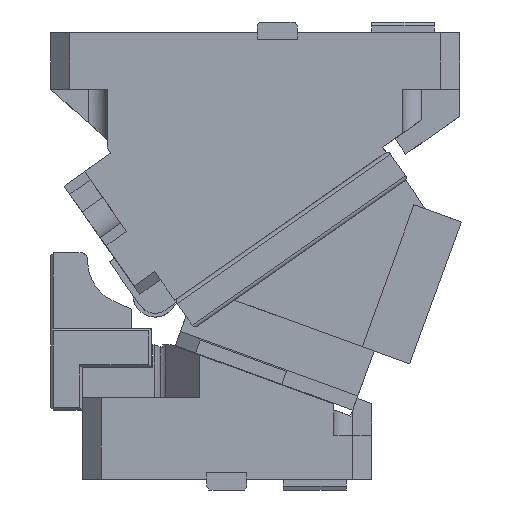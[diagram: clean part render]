
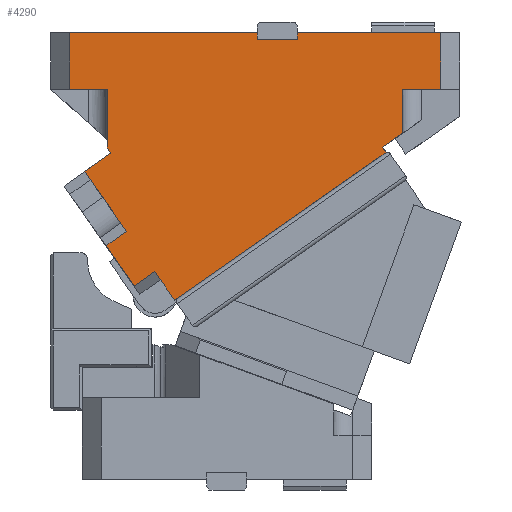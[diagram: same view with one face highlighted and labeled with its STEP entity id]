
A CAD part, front view. The second image highlights one B-rep face of the part: STEP entity #4290.
In plain terms, the highlighted planar face has unit normal (0, -1, 0).
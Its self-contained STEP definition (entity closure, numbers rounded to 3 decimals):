
#2412=CARTESIAN_POINT('Vertex',(255.,-60.,275.29)) ;
#2415=CARTESIAN_POINT('Line Origine',(246.865,-60.,269.594)) ;
#2419=CARTESIAN_POINT('Vertex',(238.729,-60.,263.897)) ;
#2506=CARTESIAN_POINT('Vertex',(241.597,-60.,259.801)) ;
#2509=CARTESIAN_POINT('Line Origine',(239.549,-60.,258.367)) ;
#2513=CARTESIAN_POINT('Vertex',(237.501,-60.,256.933)) ;
#2516=CARTESIAN_POINT('Line Origine',(155.586,-60.,199.576)) ;
#2520=CARTESIAN_POINT('Vertex',(73.671,-60.,142.218)) ;
#2553=CARTESIAN_POINT('Line Origine',(240.163,-60.,261.849)) ;
#2611=CARTESIAN_POINT('Vertex',(1.974,-60.,244.612)) ;
#2614=CARTESIAN_POINT('Line Origine',(12.421,-60.,251.927)) ;
#2618=CARTESIAN_POINT('Vertex',(22.868,-60.,259.242)) ;
#2768=CARTESIAN_POINT('Line Origine',(66.501,-60.,152.457)) ;
#2772=CARTESIAN_POINT('Vertex',(59.331,-60.,162.697)) ;
#2775=CARTESIAN_POINT('Line Origine',(58.471,-60.,163.925)) ;
#2779=CARTESIAN_POINT('Vertex',(57.611,-60.,165.154)) ;
#2930=CARTESIAN_POINT('Vertex',(41.228,-60.,153.682)) ;
#2933=CARTESIAN_POINT('Line Origine',(30.043,-60.,169.656)) ;
#2937=CARTESIAN_POINT('Vertex',(18.859,-60.,185.629)) ;
#3048=CARTESIAN_POINT('Line Origine',(49.42,-60.,159.418)) ;
#3959=CARTESIAN_POINT('Vertex',(285.,-60.,310.)) ;
#3962=CARTESIAN_POINT('Line Origine',(270.,-60.,310.)) ;
#3966=CARTESIAN_POINT('Vertex',(255.,-60.,310.)) ;
#4160=CARTESIAN_POINT('Line Origine',(255.,-60.,292.645)) ;
#4172=CARTESIAN_POINT('Axis2P3D Location',(211.915,-60.,294.001)) ;
#4177=CARTESIAN_POINT('Line Origine',(228.,-60.,355.)) ;
#4181=CARTESIAN_POINT('Vertex',(285.,-60.,355.)) ;
#4183=CARTESIAN_POINT('Vertex',(171.,-60.,355.)) ;
#4186=CARTESIAN_POINT('Line Origine',(171.,-60.,352.25)) ;
#4190=CARTESIAN_POINT('Vertex',(171.,-60.,349.5)) ;
#4193=CARTESIAN_POINT('Line Origine',(155.,-60.,349.5)) ;
#4197=CARTESIAN_POINT('Vertex',(139.,-60.,349.5)) ;
#4200=CARTESIAN_POINT('Line Origine',(139.,-60.,352.25)) ;
#4204=CARTESIAN_POINT('Vertex',(139.,-60.,355.)) ;
#4207=CARTESIAN_POINT('Line Origine',(64.5,-60.,355.)) ;
#4211=CARTESIAN_POINT('Vertex',(-10.,-60.,355.)) ;
#4214=CARTESIAN_POINT('Line Origine',(-10.,-60.,332.5)) ;
#4218=CARTESIAN_POINT('Vertex',(-10.,-60.,310.)) ;
#4221=CARTESIAN_POINT('Line Origine',(5.,-60.,310.)) ;
#4225=CARTESIAN_POINT('Vertex',(20.,-60.,310.)) ;
#4228=CARTESIAN_POINT('Line Origine',(20.,-60.,286.669)) ;
#4232=CARTESIAN_POINT('Vertex',(20.,-60.,263.338)) ;
#4235=CARTESIAN_POINT('Line Origine',(21.434,-60.,261.29)) ;
#4240=CARTESIAN_POINT('Line Origine',(16.313,-60.,224.133)) ;
#4244=CARTESIAN_POINT('Vertex',(30.653,-60.,203.654)) ;
#4247=CARTESIAN_POINT('Line Origine',(32.947,-60.,200.378)) ;
#4251=CARTESIAN_POINT('Vertex',(35.242,-60.,197.101)) ;
#4254=CARTESIAN_POINT('Line Origine',(27.05,-60.,191.365)) ;
#4259=CARTESIAN_POINT('Line Origine',(285.,-60.,332.5)) ;
#2416=DIRECTION('Vector Direction',(-0.819,0.,-0.574)) ;
#2510=DIRECTION('Vector Direction',(-0.819,0.,-0.574)) ;
#2517=DIRECTION('Vector Direction',(0.819,0.,0.574)) ;
#2554=DIRECTION('Vector Direction',(0.574,0.,-0.819)) ;
#2615=DIRECTION('Vector Direction',(-0.819,0.,-0.574)) ;
#2769=DIRECTION('Vector Direction',(-0.574,0.,0.819)) ;
#2776=DIRECTION('Vector Direction',(0.574,0.,-0.819)) ;
#2934=DIRECTION('Vector Direction',(0.574,0.,-0.819)) ;
#3049=DIRECTION('Vector Direction',(0.819,0.,0.574)) ;
#3963=DIRECTION('Vector Direction',(1.,0.,0.)) ;
#4161=DIRECTION('Vector Direction',(0.,0.,1.)) ;
#4173=DIRECTION('Axis2P3D Direction',(0.,-1.,0.)) ;
#4174=DIRECTION('Axis2P3D XDirection',(1.,0.,0.)) ;
#4178=DIRECTION('Vector Direction',(-1.,0.,0.)) ;
#4187=DIRECTION('Vector Direction',(0.,0.,-1.)) ;
#4194=DIRECTION('Vector Direction',(-1.,0.,0.)) ;
#4201=DIRECTION('Vector Direction',(0.,0.,1.)) ;
#4208=DIRECTION('Vector Direction',(-1.,0.,0.)) ;
#4215=DIRECTION('Vector Direction',(0.,0.,-1.)) ;
#4222=DIRECTION('Vector Direction',(-1.,0.,0.)) ;
#4229=DIRECTION('Vector Direction',(0.,0.,1.)) ;
#4236=DIRECTION('Vector Direction',(0.574,0.,-0.819)) ;
#4241=DIRECTION('Vector Direction',(-0.574,0.,0.819)) ;
#4248=DIRECTION('Vector Direction',(0.574,0.,-0.819)) ;
#4255=DIRECTION('Vector Direction',(-0.819,0.,-0.574)) ;
#4260=DIRECTION('Vector Direction',(0.,0.,1.)) ;
#4175=AXIS2_PLACEMENT_3D('Plane Axis2P3D',#4172,#4173,#4174) ;
#4265=ORIENTED_EDGE('',*,*,#4185,.T.) ;
#4266=ORIENTED_EDGE('',*,*,#4192,.T.) ;
#4267=ORIENTED_EDGE('',*,*,#4199,.T.) ;
#4268=ORIENTED_EDGE('',*,*,#4206,.T.) ;
#4269=ORIENTED_EDGE('',*,*,#4213,.T.) ;
#4270=ORIENTED_EDGE('',*,*,#4220,.F.) ;
#4271=ORIENTED_EDGE('',*,*,#4227,.F.) ;
#4272=ORIENTED_EDGE('',*,*,#4234,.F.) ;
#4273=ORIENTED_EDGE('',*,*,#4239,.F.) ;
#4274=ORIENTED_EDGE('',*,*,#2620,.F.) ;
#4275=ORIENTED_EDGE('',*,*,#4246,.F.) ;
#4276=ORIENTED_EDGE('',*,*,#4253,.T.) ;
#4277=ORIENTED_EDGE('',*,*,#4258,.F.) ;
#4278=ORIENTED_EDGE('',*,*,#2939,.T.) ;
#4279=ORIENTED_EDGE('',*,*,#3052,.F.) ;
#4280=ORIENTED_EDGE('',*,*,#2781,.T.) ;
#4281=ORIENTED_EDGE('',*,*,#2774,.F.) ;
#4282=ORIENTED_EDGE('',*,*,#2522,.T.) ;
#4283=ORIENTED_EDGE('',*,*,#2515,.F.) ;
#4284=ORIENTED_EDGE('',*,*,#2557,.F.) ;
#4285=ORIENTED_EDGE('',*,*,#2421,.F.) ;
#4286=ORIENTED_EDGE('',*,*,#4164,.T.) ;
#4287=ORIENTED_EDGE('',*,*,#3968,.T.) ;
#4288=ORIENTED_EDGE('',*,*,#4263,.T.) ;
#2417=VECTOR('Line Direction',#2416,1.) ;
#2511=VECTOR('Line Direction',#2510,1.) ;
#2518=VECTOR('Line Direction',#2517,1.) ;
#2555=VECTOR('Line Direction',#2554,1.) ;
#2616=VECTOR('Line Direction',#2615,1.) ;
#2770=VECTOR('Line Direction',#2769,1.) ;
#2777=VECTOR('Line Direction',#2776,1.) ;
#2935=VECTOR('Line Direction',#2934,1.) ;
#3050=VECTOR('Line Direction',#3049,1.) ;
#3964=VECTOR('Line Direction',#3963,1.) ;
#4162=VECTOR('Line Direction',#4161,1.) ;
#4179=VECTOR('Line Direction',#4178,1.) ;
#4188=VECTOR('Line Direction',#4187,1.) ;
#4195=VECTOR('Line Direction',#4194,1.) ;
#4202=VECTOR('Line Direction',#4201,1.) ;
#4209=VECTOR('Line Direction',#4208,1.) ;
#4216=VECTOR('Line Direction',#4215,1.) ;
#4223=VECTOR('Line Direction',#4222,1.) ;
#4230=VECTOR('Line Direction',#4229,1.) ;
#4237=VECTOR('Line Direction',#4236,1.) ;
#4242=VECTOR('Line Direction',#4241,1.) ;
#4249=VECTOR('Line Direction',#4248,1.) ;
#4256=VECTOR('Line Direction',#4255,1.) ;
#4261=VECTOR('Line Direction',#4260,1.) ;
#4290=ADVANCED_FACE('CAM HOLDER',(#4289),#4176,.T.) ;
#2421=EDGE_CURVE('',#2413,#2420,#2418,.T.) ;
#2515=EDGE_CURVE('',#2507,#2514,#2512,.T.) ;
#2522=EDGE_CURVE('',#2521,#2514,#2519,.T.) ;
#2557=EDGE_CURVE('',#2420,#2507,#2556,.T.) ;
#2620=EDGE_CURVE('',#2612,#2619,#2617,.F.) ;
#2774=EDGE_CURVE('',#2521,#2773,#2771,.T.) ;
#2781=EDGE_CURVE('',#2780,#2773,#2778,.T.) ;
#2939=EDGE_CURVE('',#2938,#2931,#2936,.T.) ;
#3052=EDGE_CURVE('',#2780,#2931,#3051,.F.) ;
#3968=EDGE_CURVE('',#3967,#3960,#3965,.T.) ;
#4164=EDGE_CURVE('',#2413,#3967,#4163,.T.) ;
#4185=EDGE_CURVE('',#4182,#4184,#4180,.T.) ;
#4192=EDGE_CURVE('',#4184,#4191,#4189,.T.) ;
#4199=EDGE_CURVE('',#4191,#4198,#4196,.T.) ;
#4206=EDGE_CURVE('',#4198,#4205,#4203,.T.) ;
#4213=EDGE_CURVE('',#4205,#4212,#4210,.T.) ;
#4220=EDGE_CURVE('',#4219,#4212,#4217,.F.) ;
#4227=EDGE_CURVE('',#4226,#4219,#4224,.T.) ;
#4234=EDGE_CURVE('',#4233,#4226,#4231,.T.) ;
#4239=EDGE_CURVE('',#2619,#4233,#4238,.F.) ;
#4246=EDGE_CURVE('',#4245,#2612,#4243,.T.) ;
#4253=EDGE_CURVE('',#4245,#4252,#4250,.T.) ;
#4258=EDGE_CURVE('',#2938,#4252,#4257,.F.) ;
#4263=EDGE_CURVE('',#3960,#4182,#4262,.T.) ;
#4264=EDGE_LOOP('',(#4265,#4266,#4267,#4268,#4269,#4270,#4271,#4272,#4273,#4274,#4275,#4276,#4277,#4278,#4279,#4280,#4281,#4282,#4283,#4284,#4285,#4286,#4287,#4288)) ;
#4289=FACE_OUTER_BOUND('',#4264,.T.) ;
#2418=LINE('Line',#2415,#2417) ;
#2512=LINE('Line',#2509,#2511) ;
#2519=LINE('Line',#2516,#2518) ;
#2556=LINE('Line',#2553,#2555) ;
#2617=LINE('Line',#2614,#2616) ;
#2771=LINE('Line',#2768,#2770) ;
#2778=LINE('Line',#2775,#2777) ;
#2936=LINE('Line',#2933,#2935) ;
#3051=LINE('Line',#3048,#3050) ;
#3965=LINE('Line',#3962,#3964) ;
#4163=LINE('Line',#4160,#4162) ;
#4180=LINE('Line',#4177,#4179) ;
#4189=LINE('Line',#4186,#4188) ;
#4196=LINE('Line',#4193,#4195) ;
#4203=LINE('Line',#4200,#4202) ;
#4210=LINE('Line',#4207,#4209) ;
#4217=LINE('Line',#4214,#4216) ;
#4224=LINE('Line',#4221,#4223) ;
#4231=LINE('Line',#4228,#4230) ;
#4238=LINE('Line',#4235,#4237) ;
#4243=LINE('Line',#4240,#4242) ;
#4250=LINE('Line',#4247,#4249) ;
#4257=LINE('Line',#4254,#4256) ;
#4262=LINE('Line',#4259,#4261) ;
#4176=PLANE('Plane',#4175) ;
#2413=VERTEX_POINT('',#2412) ;
#2420=VERTEX_POINT('',#2419) ;
#2507=VERTEX_POINT('',#2506) ;
#2514=VERTEX_POINT('',#2513) ;
#2521=VERTEX_POINT('',#2520) ;
#2612=VERTEX_POINT('',#2611) ;
#2619=VERTEX_POINT('',#2618) ;
#2773=VERTEX_POINT('',#2772) ;
#2780=VERTEX_POINT('',#2779) ;
#2931=VERTEX_POINT('',#2930) ;
#2938=VERTEX_POINT('',#2937) ;
#3960=VERTEX_POINT('',#3959) ;
#3967=VERTEX_POINT('',#3966) ;
#4182=VERTEX_POINT('',#4181) ;
#4184=VERTEX_POINT('',#4183) ;
#4191=VERTEX_POINT('',#4190) ;
#4198=VERTEX_POINT('',#4197) ;
#4205=VERTEX_POINT('',#4204) ;
#4212=VERTEX_POINT('',#4211) ;
#4219=VERTEX_POINT('',#4218) ;
#4226=VERTEX_POINT('',#4225) ;
#4233=VERTEX_POINT('',#4232) ;
#4245=VERTEX_POINT('',#4244) ;
#4252=VERTEX_POINT('',#4251) ;
